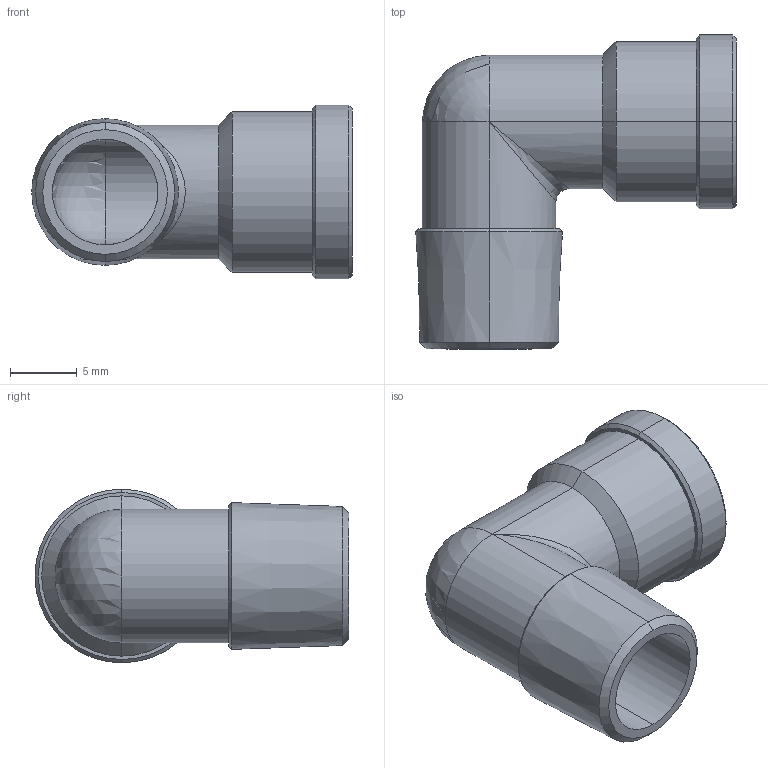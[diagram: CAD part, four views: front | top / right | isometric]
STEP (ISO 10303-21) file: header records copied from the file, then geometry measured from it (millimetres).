
FILE_DESCRIPTION(('STEP AP214'),'1');
FILE_NAME('0913_00_10.stp','2016-07-07T14:19:26',('TraceParts'),('TraceParts S.A.'),'Spatial InterOp 3D',' ',' ');
FILE_SCHEMA(('automotive_design'));
Length unit declared in the file: millimetre
Products named in the file (1): Chanfrein4
Bounding box: 23.99 x 23.5 x 13 mm (x, y, z)
Volume: 1399.5 mm3; surface area: 2206.9 mm2
Topology: 1 solids, 1 shells, 36 faces, 75 edges, 38 vertices
Faces by surface type: cone 16, cylinder 12, plane 5, sphere 2, bspline 1
Entity records: 1289 total; most frequent: CARTESIAN_POINT 230, DIRECTION 176, ORIENTED_EDGE 138, AXIS2_PLACEMENT_3D 74, EDGE_CURVE 69, EDGE_LOOP 41, VERTEX_POINT 38, CIRCLE 38
